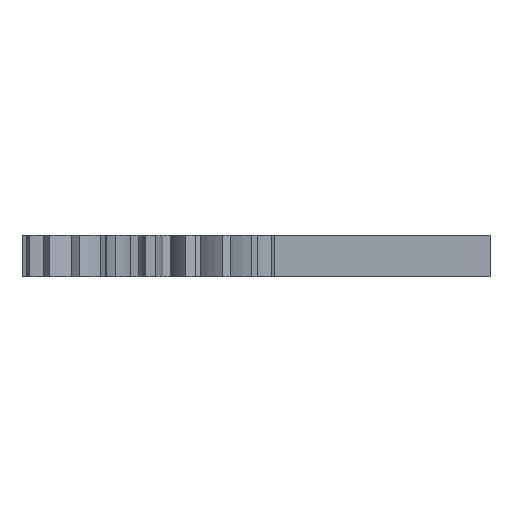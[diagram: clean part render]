
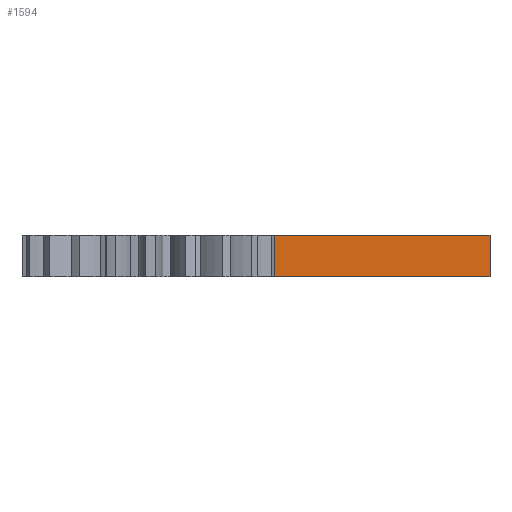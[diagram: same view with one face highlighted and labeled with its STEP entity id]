
A CAD part, front view. The second image highlights one B-rep face of the part: STEP entity #1594.
In plain terms, the highlighted planar face has unit normal (0, -1, 0).
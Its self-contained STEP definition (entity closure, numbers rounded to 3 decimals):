
#29=PLANE('',#1719);
#42=FACE_OUTER_BOUND('',#135,.T.);
#135=EDGE_LOOP('',(#1028,#1029,#1030,#1031));
#230=LINE('',#2593,#321);
#231=LINE('',#2595,#322);
#232=LINE('',#2597,#323);
#233=LINE('',#2598,#324);
#321=VECTOR('',#2004,10.);
#322=VECTOR('',#2005,10.);
#323=VECTOR('',#2006,10.);
#324=VECTOR('',#2007,10.);
#583=VERTEX_POINT('',#2591);
#584=VERTEX_POINT('',#2592);
#585=VERTEX_POINT('',#2594);
#586=VERTEX_POINT('',#2596);
#760=EDGE_CURVE('',#583,#584,#230,.T.);
#761=EDGE_CURVE('',#585,#584,#231,.T.);
#762=EDGE_CURVE('',#586,#585,#232,.T.);
#763=EDGE_CURVE('',#583,#586,#233,.T.);
#1028=ORIENTED_EDGE('',*,*,#760,.T.);
#1029=ORIENTED_EDGE('',*,*,#761,.F.);
#1030=ORIENTED_EDGE('',*,*,#762,.F.);
#1031=ORIENTED_EDGE('',*,*,#763,.F.);
#1594=ADVANCED_FACE('',(#42),#29,.T.);
#1719=AXIS2_PLACEMENT_3D('',#2590,#2002,#2003);
#2002=DIRECTION('center_axis',(0.,-1.,0.));
#2003=DIRECTION('ref_axis',(-1.,0.,0.));
#2004=DIRECTION('',(1.,0.,0.));
#2005=DIRECTION('',(0.,0.,-1.));
#2006=DIRECTION('',(1.,0.,0.));
#2007=DIRECTION('',(0.,0.,1.));
#2590=CARTESIAN_POINT('Origin',(65.,-6.,8.));
#2591=CARTESIAN_POINT('',(22.883,-6.,0.));
#2592=CARTESIAN_POINT('',(65.,-6.,0.));
#2593=CARTESIAN_POINT('',(53.577,-6.,0.));
#2594=CARTESIAN_POINT('',(65.,-6.,8.));
#2595=CARTESIAN_POINT('',(65.,-6.,8.));
#2596=CARTESIAN_POINT('',(22.883,-6.,8.));
#2597=CARTESIAN_POINT('',(-65.,-6.,8.));
#2598=CARTESIAN_POINT('',(22.883,-6.,0.));
